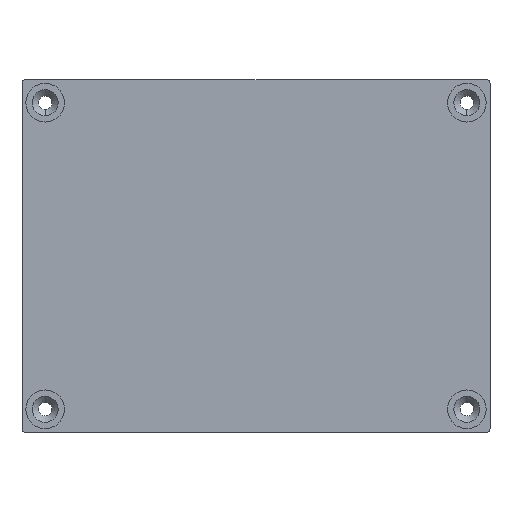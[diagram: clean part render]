
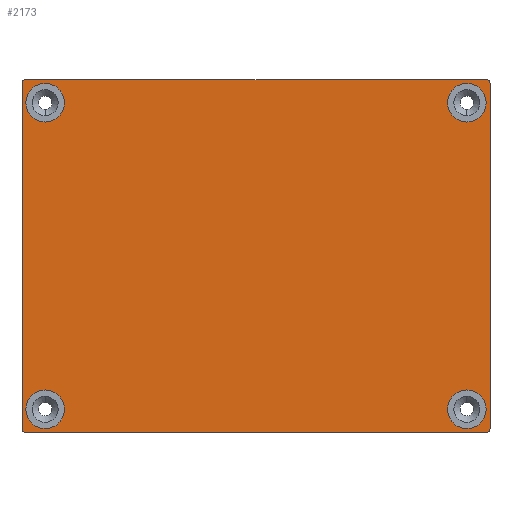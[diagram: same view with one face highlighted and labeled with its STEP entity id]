
A CAD part, front view. The second image highlights one B-rep face of the part: STEP entity #2173.
In plain terms, the highlighted planar face has unit normal (0, -1, 0).
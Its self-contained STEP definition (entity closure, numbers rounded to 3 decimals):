
#36 = ORIENTED_EDGE ( 'NONE', *, *, #42, .F. ) ;
#39 = VERTEX_POINT ( 'NONE', #694 ) ;
#42 = EDGE_CURVE ( 'NONE', #2231, #276, #2232, .T. ) ;
#44 = FACE_BOUND ( 'NONE', #1257, .T. ) ;
#57 = CARTESIAN_POINT ( 'NONE',  ( 0., 0., -1. ) ) ;
#59 = CARTESIAN_POINT ( 'NONE',  ( 1., 0., 0. ) ) ;
#61 = CARTESIAN_POINT ( 'NONE',  ( 115., 0., -85.25 ) ) ;
#62 = AXIS2_PLACEMENT_3D ( 'NONE', #2441, #927, #2411 ) ;
#70 = DIRECTION ( 'NONE',  ( -1., 0., 0. ) ) ;
#88 = DIRECTION ( 'NONE',  ( 0., -1., 0. ) ) ;
#98 = DIRECTION ( 'NONE',  ( 0., 0., 1. ) ) ;
#127 = CARTESIAN_POINT ( 'NONE',  ( 121., 0., -90.25 ) ) ;
#136 = VECTOR ( 'NONE', #70, 1000. ) ;
#154 = EDGE_CURVE ( 'NONE', #1687, #2098, #1412, .T. ) ;
#171 = VECTOR ( 'NONE', #1178, 1000. ) ;
#174 = AXIS2_PLACEMENT_3D ( 'NONE', #520, #1280, #2025 ) ;
#188 = DIRECTION ( 'NONE',  ( 0., 0., -1. ) ) ;
#195 = VERTEX_POINT ( 'NONE', #534 ) ;
#215 = EDGE_CURVE ( 'NONE', #1125, #585, #1449, .T. ) ;
#221 = CIRCLE ( 'NONE', #1914, 5. ) ;
#236 = CARTESIAN_POINT ( 'NONE',  ( 120., 0., -90.25 ) ) ;
#247 = PLANE ( 'NONE',  #529 ) ;
#254 = AXIS2_PLACEMENT_3D ( 'NONE', #1793, #853, #1615 ) ;
#260 = CARTESIAN_POINT ( 'NONE',  ( 1., 0., -91.25 ) ) ;
#264 = CARTESIAN_POINT ( 'NONE',  ( 120., 0., -91.25 ) ) ;
#276 = VERTEX_POINT ( 'NONE', #1919 ) ;
#293 = VECTOR ( 'NONE', #1649, 1000. ) ;
#304 = EDGE_CURVE ( 'NONE', #585, #1125, #1332, .T. ) ;
#333 = CARTESIAN_POINT ( 'NONE',  ( 1., 0., -91.25 ) ) ;
#374 = ORIENTED_EDGE ( 'NONE', *, *, #304, .F. ) ;
#377 = AXIS2_PLACEMENT_3D ( 'NONE', #787, #617, #1154 ) ;
#399 = ORIENTED_EDGE ( 'NONE', *, *, #1304, .F. ) ;
#435 = ORIENTED_EDGE ( 'NONE', *, *, #2334, .F. ) ;
#440 = DIRECTION ( 'NONE',  ( 0., -1., 0. ) ) ;
#452 = CARTESIAN_POINT ( 'NONE',  ( 0., 0., -1. ) ) ;
#457 = CIRCLE ( 'NONE', #1095, 1. ) ;
#520 = CARTESIAN_POINT ( 'NONE',  ( 120., 0., -90.25 ) ) ;
#523 = EDGE_CURVE ( 'NONE', #1702, #195, #1801, .T. ) ;
#529 = AXIS2_PLACEMENT_3D ( 'NONE', #236, #793, #1561 ) ;
#534 = CARTESIAN_POINT ( 'NONE',  ( 121., 0., -1. ) ) ;
#549 = CARTESIAN_POINT ( 'NONE',  ( 120., 0., 0. ) ) ;
#557 = EDGE_CURVE ( 'NONE', #1416, #1527, #457, .T. ) ;
#574 = VERTEX_POINT ( 'NONE', #2395 ) ;
#580 = FACE_OUTER_BOUND ( 'NONE', #2255, .T. ) ;
#585 = VERTEX_POINT ( 'NONE', #1647 ) ;
#601 = FACE_BOUND ( 'NONE', #2140, .T. ) ;
#607 = ORIENTED_EDGE ( 'NONE', *, *, #215, .F. ) ;
#617 = DIRECTION ( 'NONE',  ( 0., -1., 0. ) ) ;
#618 = EDGE_CURVE ( 'NONE', #2098, #1687, #1053, .T. ) ;
#637 = LINE ( 'NONE', #59, #171 ) ;
#664 = CARTESIAN_POINT ( 'NONE',  ( 6., 0., -85.25 ) ) ;
#682 = CIRCLE ( 'NONE', #254, 5. ) ;
#689 = CARTESIAN_POINT ( 'NONE',  ( 6., 0., -80.25 ) ) ;
#694 = CARTESIAN_POINT ( 'NONE',  ( 6., 0., -90.25 ) ) ;
#748 = CARTESIAN_POINT ( 'NONE',  ( 6., 0., -11. ) ) ;
#777 = ORIENTED_EDGE ( 'NONE', *, *, #2414, .F. ) ;
#787 = CARTESIAN_POINT ( 'NONE',  ( 115., 0., -85.25 ) ) ;
#793 = DIRECTION ( 'NONE',  ( 0., -1., 0. ) ) ;
#839 = ORIENTED_EDGE ( 'NONE', *, *, #618, .F. ) ;
#853 = DIRECTION ( 'NONE',  ( 0., -1., 0. ) ) ;
#887 = AXIS2_PLACEMENT_3D ( 'NONE', #61, #440, #1369 ) ;
#900 = CARTESIAN_POINT ( 'NONE',  ( 1., 0., -90.25 ) ) ;
#927 = DIRECTION ( 'NONE',  ( 0., -1., 0. ) ) ;
#965 = EDGE_LOOP ( 'NONE', ( #374, #607 ) ) ;
#979 = FACE_BOUND ( 'NONE', #965, .T. ) ;
#1007 = ORIENTED_EDGE ( 'NONE', *, *, #1710, .F. ) ;
#1025 = DIRECTION ( 'NONE',  ( 0., 0., -1. ) ) ;
#1035 = DIRECTION ( 'NONE',  ( 0., 1., 0. ) ) ;
#1053 = CIRCLE ( 'NONE', #2434, 5. ) ;
#1072 = DIRECTION ( 'NONE',  ( 0., 0., -1. ) ) ;
#1079 = VECTOR ( 'NONE', #98, 1000. ) ;
#1085 = CARTESIAN_POINT ( 'NONE',  ( 6., 0., -85.25 ) ) ;
#1095 = AXIS2_PLACEMENT_3D ( 'NONE', #900, #1303, #188 ) ;
#1111 = ORIENTED_EDGE ( 'NONE', *, *, #1285, .F. ) ;
#1115 = CARTESIAN_POINT ( 'NONE',  ( 115., 0., -6. ) ) ;
#1125 = VERTEX_POINT ( 'NONE', #1603 ) ;
#1142 = AXIS2_PLACEMENT_3D ( 'NONE', #1960, #1035, #1025 ) ;
#1154 = DIRECTION ( 'NONE',  ( 0., 0., -1. ) ) ;
#1178 = DIRECTION ( 'NONE',  ( 1., 0., 0. ) ) ;
#1205 = VERTEX_POINT ( 'NONE', #127 ) ;
#1220 = DIRECTION ( 'NONE',  ( 0., 0., -1. ) ) ;
#1257 = EDGE_LOOP ( 'NONE', ( #839, #1734 ) ) ;
#1261 = EDGE_CURVE ( 'NONE', #2275, #574, #2199, .T. ) ;
#1271 = EDGE_CURVE ( 'NONE', #39, #2005, #1556, .T. ) ;
#1280 = DIRECTION ( 'NONE',  ( 0., 1., 0. ) ) ;
#1283 = CIRCLE ( 'NONE', #174, 1. ) ;
#1285 = EDGE_CURVE ( 'NONE', #1527, #2275, #1755, .T. ) ;
#1303 = DIRECTION ( 'NONE',  ( 0., 1., 0. ) ) ;
#1304 = EDGE_CURVE ( 'NONE', #574, #1702, #637, .T. ) ;
#1305 = CARTESIAN_POINT ( 'NONE',  ( 121., 0., -1. ) ) ;
#1306 = ORIENTED_EDGE ( 'NONE', *, *, #2068, .F. ) ;
#1311 = ORIENTED_EDGE ( 'NONE', *, *, #1271, .F. ) ;
#1332 = CIRCLE ( 'NONE', #887, 5. ) ;
#1369 = DIRECTION ( 'NONE',  ( 0., 0., -1. ) ) ;
#1399 = LINE ( 'NONE', #260, #136 ) ;
#1412 = CIRCLE ( 'NONE', #62, 5. ) ;
#1416 = VERTEX_POINT ( 'NONE', #333 ) ;
#1449 = CIRCLE ( 'NONE', #377, 5. ) ;
#1463 = CARTESIAN_POINT ( 'NONE',  ( 120., 0., -1. ) ) ;
#1524 = CARTESIAN_POINT ( 'NONE',  ( 0., 0., -90.25 ) ) ;
#1527 = VERTEX_POINT ( 'NONE', #1524 ) ;
#1556 = CIRCLE ( 'NONE', #2141, 5. ) ;
#1561 = DIRECTION ( 'NONE',  ( 0., 0., -1. ) ) ;
#1595 = DIRECTION ( 'NONE',  ( 0., 0., -1. ) ) ;
#1603 = CARTESIAN_POINT ( 'NONE',  ( 115., 0., -80.25 ) ) ;
#1613 = ORIENTED_EDGE ( 'NONE', *, *, #1261, .F. ) ;
#1615 = DIRECTION ( 'NONE',  ( 0., 0., -1. ) ) ;
#1647 = CARTESIAN_POINT ( 'NONE',  ( 115., 0., -90.25 ) ) ;
#1649 = DIRECTION ( 'NONE',  ( 0., 0., -1. ) ) ;
#1661 = LINE ( 'NONE', #1305, #293 ) ;
#1671 = DIRECTION ( 'NONE',  ( 0., -1., 0. ) ) ;
#1687 = VERTEX_POINT ( 'NONE', #1701 ) ;
#1696 = DIRECTION ( 'NONE',  ( 0., 0., 1. ) ) ;
#1701 = CARTESIAN_POINT ( 'NONE',  ( 115., 0., -1. ) ) ;
#1702 = VERTEX_POINT ( 'NONE', #549 ) ;
#1710 = EDGE_CURVE ( 'NONE', #1205, #1872, #1283, .T. ) ;
#1734 = ORIENTED_EDGE ( 'NONE', *, *, #154, .F. ) ;
#1755 = LINE ( 'NONE', #452, #1079 ) ;
#1793 = CARTESIAN_POINT ( 'NONE',  ( 6., 0., -6. ) ) ;
#1801 = CIRCLE ( 'NONE', #2354, 1. ) ;
#1838 = DIRECTION ( 'NONE',  ( 0., -1., 0. ) ) ;
#1872 = VERTEX_POINT ( 'NONE', #264 ) ;
#1914 = AXIS2_PLACEMENT_3D ( 'NONE', #1085, #1838, #1072 ) ;
#1919 = CARTESIAN_POINT ( 'NONE',  ( 6., 0., -1. ) ) ;
#1928 = FACE_BOUND ( 'NONE', #2116, .T. ) ;
#1934 = EDGE_CURVE ( 'NONE', #276, #2231, #682, .T. ) ;
#1960 = CARTESIAN_POINT ( 'NONE',  ( 1., 0., -1. ) ) ;
#1995 = AXIS2_PLACEMENT_3D ( 'NONE', #2180, #88, #1220 ) ;
#2005 = VERTEX_POINT ( 'NONE', #689 ) ;
#2013 = ORIENTED_EDGE ( 'NONE', *, *, #557, .F. ) ;
#2025 = DIRECTION ( 'NONE',  ( 0., 0., -1. ) ) ;
#2049 = CARTESIAN_POINT ( 'NONE',  ( 115., 0., -11. ) ) ;
#2068 = EDGE_CURVE ( 'NONE', #195, #1205, #1661, .T. ) ;
#2098 = VERTEX_POINT ( 'NONE', #2049 ) ;
#2109 = DIRECTION ( 'NONE',  ( 0., -1., 0. ) ) ;
#2110 = ORIENTED_EDGE ( 'NONE', *, *, #1934, .F. ) ;
#2116 = EDGE_LOOP ( 'NONE', ( #1311, #777 ) ) ;
#2140 = EDGE_LOOP ( 'NONE', ( #36, #2110 ) ) ;
#2141 = AXIS2_PLACEMENT_3D ( 'NONE', #664, #2109, #1595 ) ;
#2173 = ADVANCED_FACE ( 'NONE', ( #1928, #979, #44, #601, #580 ), #247, .T. ) ;
#2180 = CARTESIAN_POINT ( 'NONE',  ( 6., 0., -6. ) ) ;
#2199 = CIRCLE ( 'NONE', #1142, 1. ) ;
#2231 = VERTEX_POINT ( 'NONE', #748 ) ;
#2232 = CIRCLE ( 'NONE', #1995, 5. ) ;
#2255 = EDGE_LOOP ( 'NONE', ( #1007, #1306, #2443, #399, #1613, #1111, #2013, #435 ) ) ;
#2275 = VERTEX_POINT ( 'NONE', #57 ) ;
#2334 = EDGE_CURVE ( 'NONE', #1872, #1416, #1399, .T. ) ;
#2354 = AXIS2_PLACEMENT_3D ( 'NONE', #1463, #2437, #1696 ) ;
#2395 = CARTESIAN_POINT ( 'NONE',  ( 1., 0., 0. ) ) ;
#2411 = DIRECTION ( 'NONE',  ( 0., 0., -1. ) ) ;
#2414 = EDGE_CURVE ( 'NONE', #2005, #39, #221, .T. ) ;
#2420 = DIRECTION ( 'NONE',  ( 0., 0., -1. ) ) ;
#2434 = AXIS2_PLACEMENT_3D ( 'NONE', #1115, #1671, #2420 ) ;
#2437 = DIRECTION ( 'NONE',  ( 0., 1., 0. ) ) ;
#2441 = CARTESIAN_POINT ( 'NONE',  ( 115., 0., -6. ) ) ;
#2443 = ORIENTED_EDGE ( 'NONE', *, *, #523, .F. ) ;
